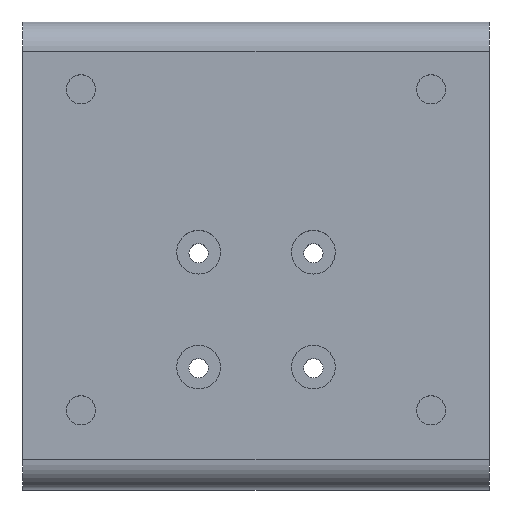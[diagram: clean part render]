
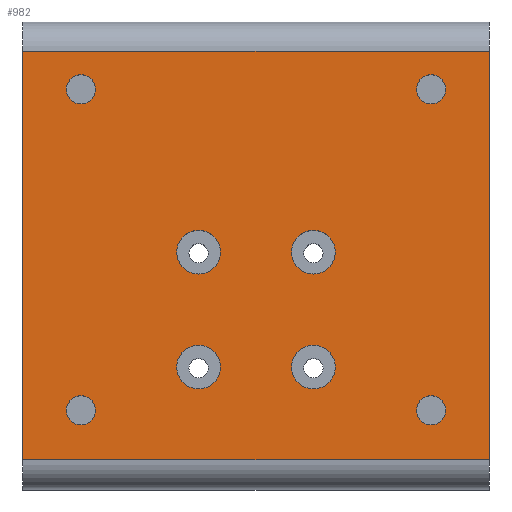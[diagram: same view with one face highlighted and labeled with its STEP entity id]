
A CAD part, top view. The second image highlights one B-rep face of the part: STEP entity #982.
In plain terms, the highlighted planar face has unit normal (0, 0, 1).
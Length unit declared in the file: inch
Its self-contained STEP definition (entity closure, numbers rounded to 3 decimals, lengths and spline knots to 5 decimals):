
#31=FACE_BOUND('',#175,.T.);
#32=FACE_BOUND('',#176,.T.);
#33=FACE_BOUND('',#177,.T.);
#34=FACE_BOUND('',#178,.T.);
#35=FACE_BOUND('',#179,.T.);
#36=FACE_BOUND('',#180,.T.);
#37=FACE_BOUND('',#181,.T.);
#38=FACE_BOUND('',#182,.T.);
#86=PLANE('',#1080);
#112=FACE_OUTER_BOUND('',#174,.T.);
#174=EDGE_LOOP('',(#761,#762,#763,#764));
#175=EDGE_LOOP('',(#765));
#176=EDGE_LOOP('',(#766));
#177=EDGE_LOOP('',(#767));
#178=EDGE_LOOP('',(#768));
#179=EDGE_LOOP('',(#769));
#180=EDGE_LOOP('',(#770));
#181=EDGE_LOOP('',(#771));
#182=EDGE_LOOP('',(#772));
#283=LINE('',#1582,#343);
#284=LINE('',#1584,#344);
#285=LINE('',#1586,#345);
#286=LINE('',#1587,#346);
#343=VECTOR('',#1289,0.3937);
#344=VECTOR('',#1290,0.3937);
#345=VECTOR('',#1291,0.3937);
#346=VECTOR('',#1292,0.3937);
#377=CIRCLE('',#1042,0.1875);
#379=CIRCLE('',#1045,0.125);
#381=CIRCLE('',#1048,0.1875);
#383=CIRCLE('',#1051,0.125);
#385=CIRCLE('',#1054,0.1875);
#387=CIRCLE('',#1057,0.125);
#389=CIRCLE('',#1060,0.1875);
#391=CIRCLE('',#1063,0.125);
#457=VERTEX_POINT('',#1487);
#459=VERTEX_POINT('',#1493);
#461=VERTEX_POINT('',#1499);
#463=VERTEX_POINT('',#1505);
#465=VERTEX_POINT('',#1511);
#467=VERTEX_POINT('',#1517);
#469=VERTEX_POINT('',#1523);
#471=VERTEX_POINT('',#1529);
#489=VERTEX_POINT('',#1580);
#490=VERTEX_POINT('',#1581);
#491=VERTEX_POINT('',#1583);
#492=VERTEX_POINT('',#1585);
#549=EDGE_CURVE('',#457,#457,#377,.T.);
#552=EDGE_CURVE('',#459,#459,#379,.T.);
#555=EDGE_CURVE('',#461,#461,#381,.T.);
#558=EDGE_CURVE('',#463,#463,#383,.T.);
#561=EDGE_CURVE('',#465,#465,#385,.T.);
#564=EDGE_CURVE('',#467,#467,#387,.T.);
#567=EDGE_CURVE('',#469,#469,#389,.T.);
#570=EDGE_CURVE('',#471,#471,#391,.T.);
#595=EDGE_CURVE('',#489,#490,#283,.T.);
#596=EDGE_CURVE('',#489,#491,#284,.T.);
#597=EDGE_CURVE('',#492,#491,#285,.T.);
#598=EDGE_CURVE('',#490,#492,#286,.T.);
#761=ORIENTED_EDGE('',*,*,#595,.F.);
#762=ORIENTED_EDGE('',*,*,#596,.T.);
#763=ORIENTED_EDGE('',*,*,#597,.F.);
#764=ORIENTED_EDGE('',*,*,#598,.F.);
#765=ORIENTED_EDGE('',*,*,#549,.T.);
#766=ORIENTED_EDGE('',*,*,#552,.T.);
#767=ORIENTED_EDGE('',*,*,#555,.T.);
#768=ORIENTED_EDGE('',*,*,#558,.T.);
#769=ORIENTED_EDGE('',*,*,#561,.T.);
#770=ORIENTED_EDGE('',*,*,#564,.T.);
#771=ORIENTED_EDGE('',*,*,#567,.T.);
#772=ORIENTED_EDGE('',*,*,#570,.T.);
#982=ADVANCED_FACE('',(#112,#31,#32,#33,#34,#35,#36,#37,#38),#86,.T.);
#1042=AXIS2_PLACEMENT_3D('',#1488,#1189,#1190);
#1045=AXIS2_PLACEMENT_3D('',#1494,#1196,#1197);
#1048=AXIS2_PLACEMENT_3D('',#1500,#1203,#1204);
#1051=AXIS2_PLACEMENT_3D('',#1506,#1210,#1211);
#1054=AXIS2_PLACEMENT_3D('',#1512,#1217,#1218);
#1057=AXIS2_PLACEMENT_3D('',#1518,#1224,#1225);
#1060=AXIS2_PLACEMENT_3D('',#1524,#1231,#1232);
#1063=AXIS2_PLACEMENT_3D('',#1530,#1238,#1239);
#1080=AXIS2_PLACEMENT_3D('',#1579,#1287,#1288);
#1189=DIRECTION('center_axis',(0.,0.,-1.));
#1190=DIRECTION('ref_axis',(1.,0.,0.));
#1196=DIRECTION('center_axis',(0.,0.,-1.));
#1197=DIRECTION('ref_axis',(1.,0.,0.));
#1203=DIRECTION('center_axis',(0.,0.,-1.));
#1204=DIRECTION('ref_axis',(1.,0.,0.));
#1210=DIRECTION('center_axis',(0.,0.,-1.));
#1211=DIRECTION('ref_axis',(1.,0.,0.));
#1217=DIRECTION('center_axis',(0.,0.,-1.));
#1218=DIRECTION('ref_axis',(1.,0.,0.));
#1224=DIRECTION('center_axis',(0.,0.,-1.));
#1225=DIRECTION('ref_axis',(1.,0.,0.));
#1231=DIRECTION('center_axis',(0.,0.,-1.));
#1232=DIRECTION('ref_axis',(1.,0.,0.));
#1238=DIRECTION('center_axis',(0.,0.,-1.));
#1239=DIRECTION('ref_axis',(1.,0.,0.));
#1287=DIRECTION('center_axis',(0.,0.,1.));
#1288=DIRECTION('ref_axis',(0.,1.,0.));
#1289=DIRECTION('',(0.,-1.,0.));
#1290=DIRECTION('',(-1.,0.,0.));
#1291=DIRECTION('',(0.,1.,0.));
#1292=DIRECTION('',(-1.,0.,0.));
#1487=CARTESIAN_POINT('',(-2.67963,2.02756,0.));
#1488=CARTESIAN_POINT('Origin',(-2.49213,2.02756,0.));
#1493=CARTESIAN_POINT('',(-0.625,0.6728,0.));
#1494=CARTESIAN_POINT('Origin',(-0.5,0.6728,0.));
#1499=CARTESIAN_POINT('',(-1.69537,2.02756,0.));
#1500=CARTESIAN_POINT('Origin',(-1.50787,2.02756,0.));
#1505=CARTESIAN_POINT('',(-3.625,3.4228,0.));
#1506=CARTESIAN_POINT('Origin',(-3.5,3.4228,0.));
#1511=CARTESIAN_POINT('',(-2.67963,1.04331,0.));
#1512=CARTESIAN_POINT('Origin',(-2.49213,1.04331,0.));
#1517=CARTESIAN_POINT('',(-0.625,3.4228,0.));
#1518=CARTESIAN_POINT('Origin',(-0.5,3.4228,0.));
#1523=CARTESIAN_POINT('',(-1.69537,1.04331,0.));
#1524=CARTESIAN_POINT('Origin',(-1.50787,1.04331,0.));
#1529=CARTESIAN_POINT('',(-3.625,0.6728,0.));
#1530=CARTESIAN_POINT('Origin',(-3.5,0.6728,0.));
#1579=CARTESIAN_POINT('Origin',(0.,0.25,0.));
#1580=CARTESIAN_POINT('',(0.,3.75,0.));
#1581=CARTESIAN_POINT('',(0.,0.25,0.));
#1582=CARTESIAN_POINT('',(0.,3.75,0.));
#1583=CARTESIAN_POINT('',(-4.,3.75,0.));
#1584=CARTESIAN_POINT('',(0.,3.75,0.));
#1585=CARTESIAN_POINT('',(-4.,0.25,0.));
#1586=CARTESIAN_POINT('',(-4.,3.75,0.));
#1587=CARTESIAN_POINT('',(0.,0.25,0.));
